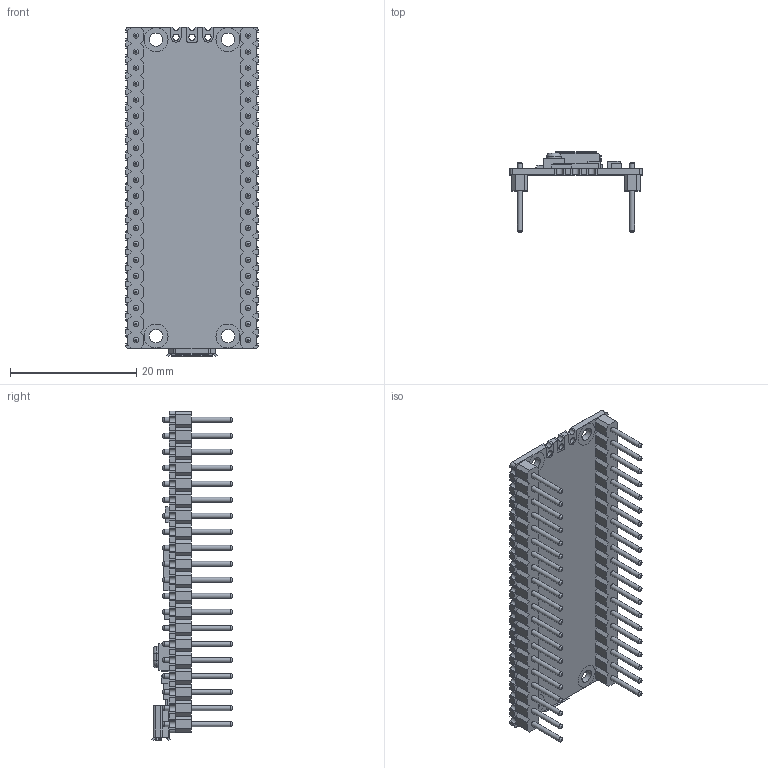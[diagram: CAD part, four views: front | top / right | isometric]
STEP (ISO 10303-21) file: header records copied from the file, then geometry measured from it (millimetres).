
FILE_DESCRIPTION(/* description */ (''),/* implementation_level */ '2;1');
FILE_NAME(/* name */ 'PICO_PinsDown.STEP.step',/* time_stamp */ '2021-04-25T15:11:26-03:00',/* author */ (''),/* organization */ (''),/* preprocessor_version */ 'ST-DEVELOPER v18.1',/* originating_system */ 'Autodesk Translation Framework v10.6.0.1341',/* authorisation */ '');
FILE_SCHEMA (('AUTOMOTIVE_DESIGN { 1 0 10303 214 3 1 1 }'));
Length unit declared in the file: millimetre
Products named in the file (14): PICO_assm_140121.STEP; PICO_REF_BOARD.STEP; PICO_REF_USB.STEP; PICO_REF_SWITCH.STEP; PICO_REF_MICROCONTROLLER.STEP; PICO_REF_LED.STEP; PICO_REF_ONSEMI.STEP; PICO_BOURNS.STEP; PICO_MURATA.STEP; PICO_RICHTEK.STEP; PICO_DIODES.STEP; PICO_AEL.STEP; PICO_PIN_HEADERS; PICO_HEADER_HOLES
Assembly tree (14 placements, depth 2):
  PICO_assm_140121.STEP
    PICO_REF_BOARD.STEP
    PICO_REF_USB.STEP
    PICO_REF_SWITCH.STEP
    PICO_REF_MICROCONTROLLER.STEP
    PICO_REF_LED.STEP
    PICO_REF_ONSEMI.STEP
    PICO_BOURNS.STEP
    PICO_MURATA.STEP  x2
    PICO_RICHTEK.STEP
    PICO_DIODES.STEP
    PICO_AEL.STEP
    PICO_PIN_HEADERS
    PICO_HEADER_HOLES
Bounding box: 21 x 12.73 x 52.3 mm (x, y, z)
Volume: 1913.9 mm3; surface area: 5786.2 mm2
Topology: 101 solids, 101 shells, 1318 faces, 3322 edges, 2216 vertices
Faces by surface type: plane 805, cylinder 367, bspline 144, torus 2
Full cylindrical faces by diameter (mm): 0.8 x80, 1 x43, 2.1 x4
Entity records: 43143 total; most frequent: CARTESIAN_POINT 10538, ORIENTED_EDGE 6620, DIRECTION 6558, EDGE_CURVE 3310, VERTEX_POINT 2208, LINE 2198, VECTOR 2198, AXIS2_PLACEMENT_3D 2180
